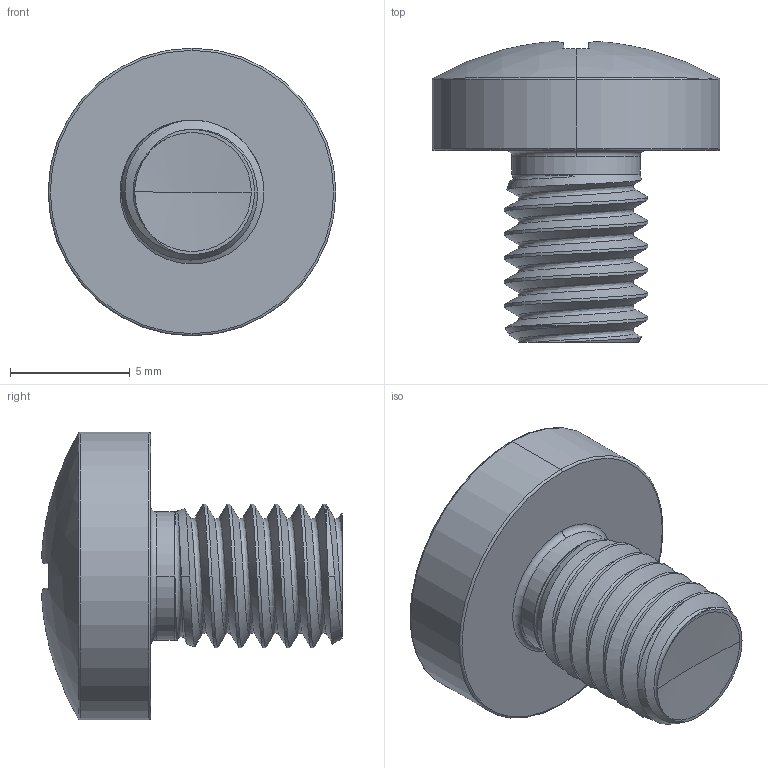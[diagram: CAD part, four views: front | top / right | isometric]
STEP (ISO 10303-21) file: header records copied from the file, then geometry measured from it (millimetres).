
FILE_DESCRIPTION (( 'STEP AP203' ), '1' );
FILE_NAME ('STM320600080.STEP', '2020-12-24T17:24:52', ( '' ), ( '' ), 'SwSTEP 2.0', 'SolidWorks 2015', '' );
FILE_SCHEMA (( 'CONFIG_CONTROL_DESIGN' ));
Length unit declared in the file: millimetre
Products named in the file (2): STM320600080
Bounding box: 12 x 12.54 x 12 mm (x, y, z)
Volume: 584.2 mm3; surface area: 596.9 mm2
Topology: 1 solids, 1 shells, 176 faces, 400 edges, 225 vertices
Faces by surface type: bspline 46, cylinder 36, torus 33, sphere 28, plane 22, cone 11
Entity records: 15019 total; most frequent: CARTESIAN_POINT 11331, ORIENTED_EDGE 788, DIRECTION 715, EDGE_CURVE 394, AXIS2_PLACEMENT_3D 326, VERTEX_POINT 223, CIRCLE 196, EDGE_LOOP 175
